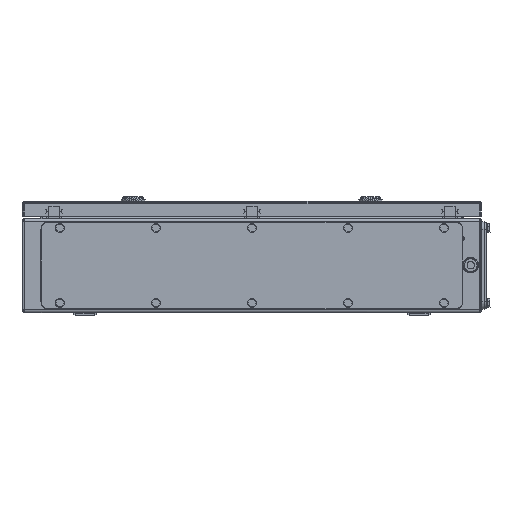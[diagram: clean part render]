
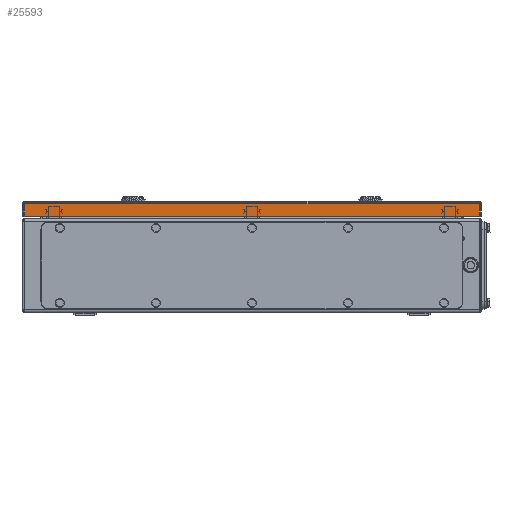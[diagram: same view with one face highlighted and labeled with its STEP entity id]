
A CAD part, left-side view. The second image highlights one B-rep face of the part: STEP entity #25593.
In plain terms, the highlighted planar face has unit normal (-1, 0, 0).
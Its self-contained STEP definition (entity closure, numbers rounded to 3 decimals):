
#25566=AXIS2_PLACEMENT_3D('Plane Axis2P3D',#25563,#25564,#25565) ;
#25430=CARTESIAN_POINT('Line Origine',(41.,321.,133.5)) ;
#25434=CARTESIAN_POINT('Vertex',(41.,627.5,133.5)) ;
#25436=CARTESIAN_POINT('Vertex',(41.,14.5,133.5)) ;
#25563=CARTESIAN_POINT('Axis2P3D Location',(41.,11.5,133.5)) ;
#25568=CARTESIAN_POINT('Line Origine',(41.,14.5,142.)) ;
#25572=CARTESIAN_POINT('Vertex',(41.,14.5,150.5)) ;
#25575=CARTESIAN_POINT('Line Origine',(41.,321.,150.5)) ;
#25579=CARTESIAN_POINT('Vertex',(41.,627.5,150.5)) ;
#25582=CARTESIAN_POINT('Line Origine',(41.,627.5,142.)) ;
#25431=DIRECTION('Vector Direction',(0.,-1.,0.)) ;
#25564=DIRECTION('Axis2P3D Direction',(-1.,0.,0.)) ;
#25565=DIRECTION('Axis2P3D XDirection',(0.,-1.,0.)) ;
#25569=DIRECTION('Vector Direction',(0.,0.,1.)) ;
#25576=DIRECTION('Vector Direction',(0.,1.,0.)) ;
#25583=DIRECTION('Vector Direction',(0.,0.,-1.)) ;
#25432=VECTOR('Line Direction',#25431,1.) ;
#25570=VECTOR('Line Direction',#25569,1.) ;
#25577=VECTOR('Line Direction',#25576,1.) ;
#25584=VECTOR('Line Direction',#25583,1.) ;
#25588=ORIENTED_EDGE('',*,*,#25574,.T.) ;
#25589=ORIENTED_EDGE('',*,*,#25581,.T.) ;
#25590=ORIENTED_EDGE('',*,*,#25586,.T.) ;
#25591=ORIENTED_EDGE('',*,*,#25438,.T.) ;
#25593=ADVANCED_FACE('51374_ASM_DE_KTB_QL_XXXxXXX_S3D-1/DE_QL_S3D-1-solid1',(#25592),#25567,.T.) ;
#25438=EDGE_CURVE('',#25435,#25437,#25433,.T.) ;
#25574=EDGE_CURVE('',#25437,#25573,#25571,.T.) ;
#25581=EDGE_CURVE('',#25573,#25580,#25578,.T.) ;
#25586=EDGE_CURVE('',#25580,#25435,#25585,.T.) ;
#25587=EDGE_LOOP('',(#25588,#25589,#25590,#25591)) ;
#25592=FACE_OUTER_BOUND('',#25587,.T.) ;
#25433=LINE('Line',#25430,#25432) ;
#25571=LINE('Line',#25568,#25570) ;
#25578=LINE('Line',#25575,#25577) ;
#25585=LINE('Line',#25582,#25584) ;
#25567=PLANE('',#25566) ;
#25435=VERTEX_POINT('',#25434) ;
#25437=VERTEX_POINT('',#25436) ;
#25573=VERTEX_POINT('',#25572) ;
#25580=VERTEX_POINT('',#25579) ;
